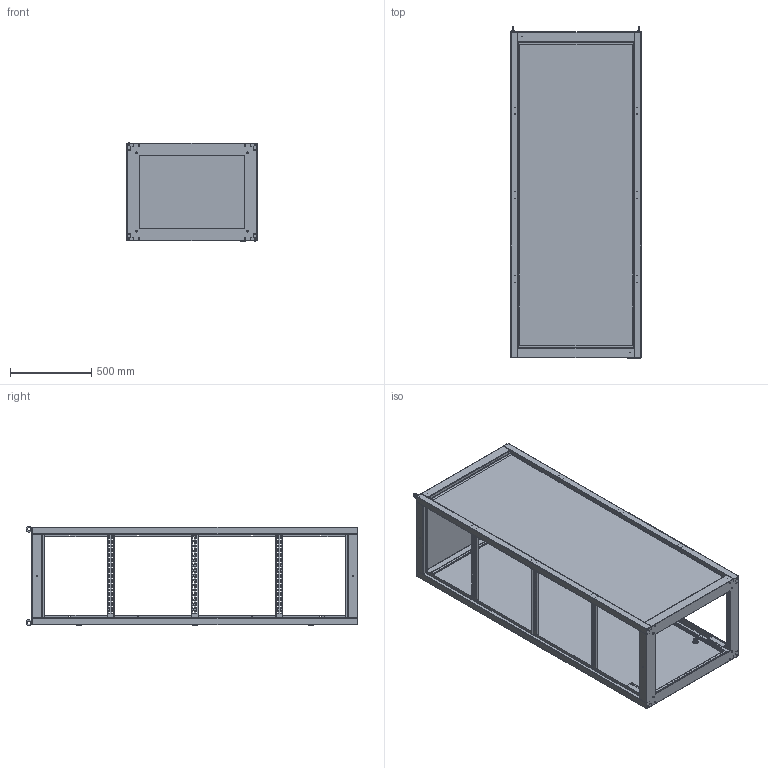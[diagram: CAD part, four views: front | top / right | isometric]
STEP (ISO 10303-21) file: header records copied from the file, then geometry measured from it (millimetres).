
FILE_DESCRIPTION (( 'STEP AP203' ), '1' );
FILE_NAME ('ÌÈ-2228 Êàðêàñ ÂÐÓ-1 Unit S ñâàðíîé (2000õ800õ600) IP31 EKF PROxima.STEP', '2021-09-23T11:48:44', ( '' ), ( '' ), 'SwSTEP 2.0', 'SolidWorks 2021', '' );
FILE_SCHEMA (( 'CONFIG_CONTROL_DESIGN' ));
Length unit declared in the file: millimetre
Products named in the file (24): ÌÈ-2218.01.00.001 Ñòîéêà óãëîâàÿ_1800; ÌÈ-2228 Êàðêàñ ÂÐÓ-1 Unit S ñâàðíîé (2000õ800õ600) IP31 EKF PROxima; ÌÈ-2226.02.00.000 Äâåðü â ñáîðå; pan head cross recess screw_din_DIN EN ISO 7045 - M4 x 16 - Z - 16N; ÌÈ-2226.00.00.001 Ñòåíêà çàäíÿÿ; pan head cross recess screw_din_DIN EN ISO 7045 - M6 x 20 - Z - 20N; Øïèëüêà ïðèâàðíàÿ Ì6õ16 DIN 13918; plain washer grade a_din_Washer DIN 125 - A 8.4; 倘-2226.02.00.001 拟屦黖1800*600; eyebolt580_din_Eyebolt DIN 358-M8-N; ﾌﾈ-2223.01.01.001 ﾊ; ﾌﾈ-2136.01.00.003 ﾊ煇鳫; Çàêëåïêà ãàå÷íàÿ Ì6 UNI 9203; ÌÈ-2223.01.02.000 Äíî â ñáîðå; ÌÈ-2222.01.00.002 Ðåéêà; curved spring lock washer_din_Spring washer DIN 128 - A8; ﾌﾈ-2223.01.02.001 ﾄ濵; ��-2228.01.00.000 ������ � �����_���-1 600�450; ÌÈ-2223.01.01.000 Êðûøà â ñáîðå; hex nut gradec_din_Hexagon Nut ISO 4034 - M8 - N; Çàêë¸ïêà Ì4; Çåðêàëüíî îòðàçèòüÑòîéêà óãëîâàÿ 2000_1800; Çàìîê áîëüøîé; Øïèëüêà Ì6õ12
Assembly tree (54 placements, depth 4):
  ÌÈ-2228 Êàðêàñ ÂÐÓ-1 Unit S ñâàðíîé (2000õ800õ600) IP31 EKF PROxima
    ��-2228.01.00.000 ������ � �����_���-1 600�450
      ÌÈ-2218.01.00.001 Ñòîéêà óãëîâàÿ_1800  x2
      ÌÈ-2223.01.01.000 Êðûøà â ñáîðå
        ﾌﾈ-2223.01.01.001 ﾊ
        Øïèëüêà Ì6õ12
      ÌÈ-2223.01.02.000 Äíî â ñáîðå
        ﾌﾈ-2223.01.02.001 ﾄ濵
        Øïèëüêà Ì6õ12
      Çåðêàëüíî îòðàçèòüÑòîéêà óãëîâàÿ 2000_1800  x2
      ÌÈ-2222.01.00.002 Ðåéêà  x6
      ﾌﾈ-2136.01.00.003 ﾊ煇鳫  x2
      Çàêë¸ïêà Ì4  x8
    ÌÈ-2226.00.00.001 Ñòåíêà çàäíÿÿ
    ÌÈ-2226.02.00.000 Äâåðü â ñáîðå
      倘-2226.02.00.001 拟屦黖1800*600
      Çàìîê áîëüøîé  x3
      Øïèëüêà ïðèâàðíàÿ Ì6õ16 DIN 13918
      Çàêëåïêà ãàå÷íàÿ Ì6 UNI 9203  x2
    pan head cross recess screw_din_DIN EN ISO 7045 - M6 x 20 - Z - 20N  x2
    eyebolt580_din_Eyebolt DIN 358-M8-N  x2
    curved spring lock washer_din_Spring washer DIN 128 - A8  x2
    plain washer grade a_din_Washer DIN 125 - A 8.4  x2
    hex nut gradec_din_Hexagon Nut ISO 4034 - M8 - N  x2
    pan head cross recess screw_din_DIN EN ISO 7045 - M4 x 16 - Z - 16N  x8
Bounding box: 800 x 2038 x 609.95 mm (x, y, z)
Volume: 5549317.8 mm3; surface area: 11058339.1 mm2
Topology: 50 solids, 65 shells, 3284 faces, 8323 edges, 5227 vertices
Faces by surface type: plane 1695, cylinder 1292, cone 170, torus 60, bspline 47, sphere 20
Entity records: 44384 total; most frequent: CARTESIAN_POINT 10450, DIRECTION 6549, ORIENTED_EDGE 6138, EDGE_CURVE 3069, AXIS2_PLACEMENT_3D 2318, VECTOR 1913, LINE 1913, VERTEX_POINT 1871
